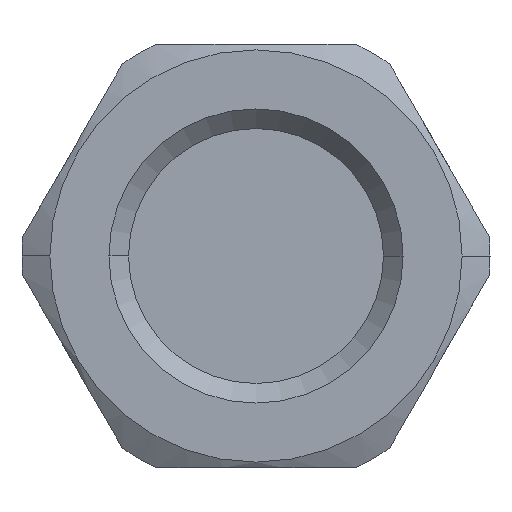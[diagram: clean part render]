
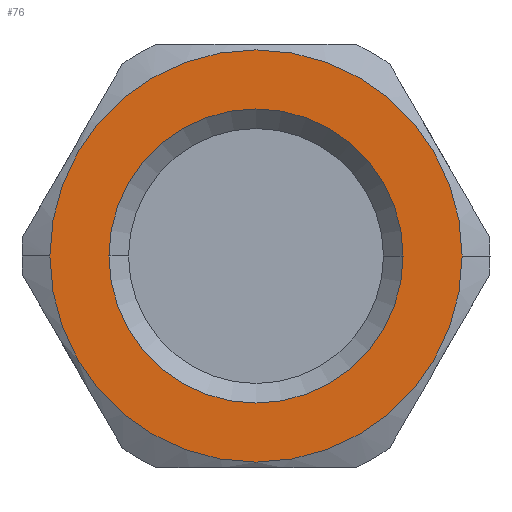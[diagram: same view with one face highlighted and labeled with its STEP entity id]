
A CAD part, left-side view. The second image highlights one B-rep face of the part: STEP entity #76.
In plain terms, the highlighted planar face has unit normal (-1, 0, 0).
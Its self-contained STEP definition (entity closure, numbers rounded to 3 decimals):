
#76 = ADVANCED_FACE ( 'NONE', ( #1527, #1744 ), #1951, .T. ) ;
#192 = AXIS2_PLACEMENT_3D ( 'NONE', #767, #802, #834 ) ;
#218 = AXIS2_PLACEMENT_3D ( 'NONE', #704, #710, #707 ) ;
#223 = AXIS2_PLACEMENT_3D ( 'NONE', #375, #411, #435 ) ;
#230 = AXIS2_PLACEMENT_3D ( 'NONE', #701, #700, #703 ) ;
#260 = AXIS2_PLACEMENT_3D ( 'NONE', #2189, #2100, #2226 ) ;
#375 = CARTESIAN_POINT ( 'NONE',  ( -35., 0., 0. ) ) ;
#411 = DIRECTION ( 'NONE',  ( 1., 0., 0. ) ) ;
#435 = DIRECTION ( 'NONE',  ( 0., -1., 0. ) ) ;
#700 = DIRECTION ( 'NONE',  ( 1., 0., 0. ) ) ;
#701 = CARTESIAN_POINT ( 'NONE',  ( -35., 0., 0. ) ) ;
#703 = DIRECTION ( 'NONE',  ( 0., -1., 0. ) ) ;
#704 = CARTESIAN_POINT ( 'NONE',  ( -35., 0., 0. ) ) ;
#707 = DIRECTION ( 'NONE',  ( 0., -1., 0. ) ) ;
#710 = DIRECTION ( 'NONE',  ( 1., 0., 0. ) ) ;
#767 = CARTESIAN_POINT ( 'NONE',  ( -35., 0., 0. ) ) ;
#802 = DIRECTION ( 'NONE',  ( 1., 0., 0. ) ) ;
#834 = DIRECTION ( 'NONE',  ( 0., -1., 0. ) ) ;
#1021 = CIRCLE ( 'NONE', #192, 9.25 ) ;
#1029 = CIRCLE ( 'NONE', #218, 6.6 ) ;
#1031 = CIRCLE ( 'NONE', #223, 9.25 ) ;
#1051 = CIRCLE ( 'NONE', #230, 6.6 ) ;
#1338 = ORIENTED_EDGE ( 'NONE', *, *, #2372, .T. ) ;
#1413 = ORIENTED_EDGE ( 'NONE', *, *, #2369, .F. ) ;
#1458 = ORIENTED_EDGE ( 'NONE', *, *, #2377, .T. ) ;
#1478 = ORIENTED_EDGE ( 'NONE', *, *, #2423, .F. ) ;
#1514 = EDGE_LOOP ( 'NONE', ( #1338, #1458 ) ) ;
#1527 = FACE_BOUND ( 'NONE', #1514, .T. ) ;
#1531 = EDGE_LOOP ( 'NONE', ( #1413, #1478 ) ) ;
#1744 = FACE_OUTER_BOUND ( 'NONE', #1531, .T. ) ;
#1809 = VERTEX_POINT ( 'NONE', #2096 ) ;
#1862 = VERTEX_POINT ( 'NONE', #1968 ) ;
#1895 = VERTEX_POINT ( 'NONE', #1937 ) ;
#1900 = VERTEX_POINT ( 'NONE', #2103 ) ;
#1937 = CARTESIAN_POINT ( 'NONE',  ( -35., 6.6, 0. ) ) ;
#1951 = PLANE ( 'NONE',  #260 ) ;
#1968 = CARTESIAN_POINT ( 'NONE',  ( -35., -9.25, 0. ) ) ;
#2096 = CARTESIAN_POINT ( 'NONE',  ( -35., -6.6, 0. ) ) ;
#2100 = DIRECTION ( 'NONE',  ( -1., 0., 0. ) ) ;
#2103 = CARTESIAN_POINT ( 'NONE',  ( -35., 9.25, 0. ) ) ;
#2189 = CARTESIAN_POINT ( 'NONE',  ( -35., -9.25, 0. ) ) ;
#2226 = DIRECTION ( 'NONE',  ( 0., 1., 0. ) ) ;
#2369 = EDGE_CURVE ( 'NONE', #1862, #1900, #1021, .T. ) ;
#2372 = EDGE_CURVE ( 'NONE', #1895, #1809, #1051, .T. ) ;
#2377 = EDGE_CURVE ( 'NONE', #1809, #1895, #1029, .T. ) ;
#2423 = EDGE_CURVE ( 'NONE', #1900, #1862, #1031, .T. ) ;
